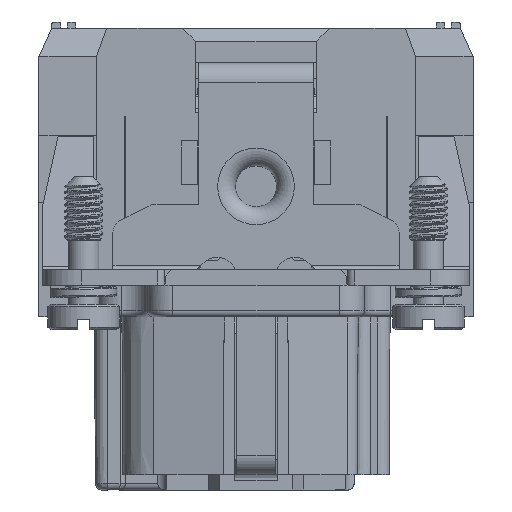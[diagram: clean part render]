
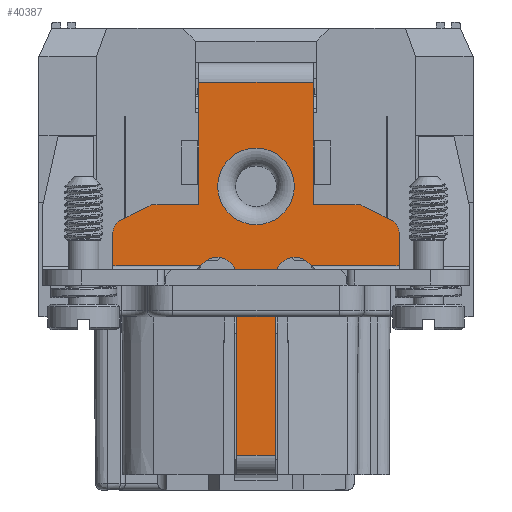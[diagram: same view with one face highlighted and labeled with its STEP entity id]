
A CAD part, front view. The second image highlights one B-rep face of the part: STEP entity #40387.
In plain terms, the highlighted planar face has unit normal (0, -1, 0).
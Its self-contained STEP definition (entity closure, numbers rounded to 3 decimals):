
#22498=PLANE('',#90905);
#25173=LINE('',#128576,#32264);
#25174=LINE('',#128581,#32265);
#25175=LINE('',#128583,#32266);
#25176=LINE('',#128587,#32267);
#25177=LINE('',#128591,#32268);
#25178=LINE('',#128593,#32269);
#25179=LINE('',#128595,#32270);
#25180=LINE('',#128597,#32271);
#25181=LINE('',#128599,#32272);
#25182=LINE('',#128601,#32273);
#25183=LINE('',#128603,#32274);
#25184=LINE('',#128605,#32275);
#25185=LINE('',#128607,#32276);
#25186=LINE('',#128611,#32277);
#25187=LINE('',#128615,#32278);
#25188=LINE('',#128617,#32279);
#25189=LINE('',#128621,#32280);
#25190=LINE('',#128623,#32281);
#32264=VECTOR('',#97562,1.);
#32265=VECTOR('',#97565,1.);
#32266=VECTOR('',#97566,1.);
#32267=VECTOR('',#97569,1.);
#32268=VECTOR('',#97572,1.);
#32269=VECTOR('',#97573,1.);
#32270=VECTOR('',#97574,1.);
#32271=VECTOR('',#97575,1.);
#32272=VECTOR('',#97576,1.);
#32273=VECTOR('',#97577,1.);
#32274=VECTOR('',#97578,1.);
#32275=VECTOR('',#97579,1.);
#32276=VECTOR('',#97580,1.);
#32277=VECTOR('',#97583,1.);
#32278=VECTOR('',#97586,1.);
#32279=VECTOR('',#97587,1.);
#32280=VECTOR('',#97590,1.);
#32281=VECTOR('',#97591,1.);
#39688=FACE_BOUND('',#47554,.T.);
#39689=FACE_BOUND('',#47555,.T.);
#40387=ADVANCED_FACE('',(#39688,#39689),#22498,.F.);
#47554=EDGE_LOOP('',(#54700,#54701,#54702,#54703,#54704,#54705,#54706,#54707,
#54708,#54709,#54710,#54711,#54712,#54713,#54714,#54715,#54716,#54717,#54718,
#54719,#54720,#54721,#54722,#54723));
#47555=EDGE_LOOP('',(#54724));
#51160=CIRCLE('',#90898,1.55);
#51161=CIRCLE('',#90899,1.);
#51162=CIRCLE('',#90900,1.);
#51163=CIRCLE('',#90901,1.);
#51164=CIRCLE('',#90902,1.);
#51165=CIRCLE('',#90903,1.55);
#51166=CIRCLE('',#90904,3.);
#54700=ORIENTED_EDGE('',*,*,#80443,.F.);
#54701=ORIENTED_EDGE('',*,*,#80444,.F.);
#54702=ORIENTED_EDGE('',*,*,#80445,.F.);
#54703=ORIENTED_EDGE('',*,*,#80446,.F.);
#54704=ORIENTED_EDGE('',*,*,#80447,.F.);
#54705=ORIENTED_EDGE('',*,*,#80448,.F.);
#54706=ORIENTED_EDGE('',*,*,#80449,.F.);
#54707=ORIENTED_EDGE('',*,*,#80450,.F.);
#54708=ORIENTED_EDGE('',*,*,#80451,.F.);
#54709=ORIENTED_EDGE('',*,*,#80452,.T.);
#54710=ORIENTED_EDGE('',*,*,#80453,.F.);
#54711=ORIENTED_EDGE('',*,*,#80454,.T.);
#54712=ORIENTED_EDGE('',*,*,#80455,.F.);
#54713=ORIENTED_EDGE('',*,*,#80456,.F.);
#54714=ORIENTED_EDGE('',*,*,#80457,.F.);
#54715=ORIENTED_EDGE('',*,*,#80458,.F.);
#54716=ORIENTED_EDGE('',*,*,#80459,.F.);
#54717=ORIENTED_EDGE('',*,*,#80460,.F.);
#54718=ORIENTED_EDGE('',*,*,#80461,.F.);
#54719=ORIENTED_EDGE('',*,*,#80462,.F.);
#54720=ORIENTED_EDGE('',*,*,#80463,.F.);
#54721=ORIENTED_EDGE('',*,*,#80464,.F.);
#54722=ORIENTED_EDGE('',*,*,#80465,.F.);
#54723=ORIENTED_EDGE('',*,*,#80466,.F.);
#54724=ORIENTED_EDGE('',*,*,#80467,.F.);
#73616=VERTEX_POINT('',#128577);
#73617=VERTEX_POINT('',#128578);
#73618=VERTEX_POINT('',#128580);
#73619=VERTEX_POINT('',#128582);
#73620=VERTEX_POINT('',#128584);
#73621=VERTEX_POINT('',#128586);
#73622=VERTEX_POINT('',#128588);
#73623=VERTEX_POINT('',#128590);
#73624=VERTEX_POINT('',#128592);
#73625=VERTEX_POINT('',#128594);
#73626=VERTEX_POINT('',#128596);
#73627=VERTEX_POINT('',#128598);
#73628=VERTEX_POINT('',#128600);
#73629=VERTEX_POINT('',#128602);
#73630=VERTEX_POINT('',#128604);
#73631=VERTEX_POINT('',#128606);
#73632=VERTEX_POINT('',#128608);
#73633=VERTEX_POINT('',#128610);
#73634=VERTEX_POINT('',#128612);
#73635=VERTEX_POINT('',#128614);
#73636=VERTEX_POINT('',#128616);
#73637=VERTEX_POINT('',#128618);
#73638=VERTEX_POINT('',#128620);
#73639=VERTEX_POINT('',#128622);
#73640=VERTEX_POINT('',#128625);
#80443=EDGE_CURVE('',#73616,#73617,#25173,.T.);
#80444=EDGE_CURVE('',#73618,#73616,#51160,.T.);
#80445=EDGE_CURVE('',#73619,#73618,#25174,.T.);
#80446=EDGE_CURVE('',#73620,#73619,#25175,.T.);
#80447=EDGE_CURVE('',#73621,#73620,#51161,.T.);
#80448=EDGE_CURVE('',#73622,#73621,#25176,.T.);
#80449=EDGE_CURVE('',#73623,#73622,#51162,.T.);
#80450=EDGE_CURVE('',#73624,#73623,#25177,.T.);
#80451=EDGE_CURVE('',#73625,#73624,#25178,.T.);
#80452=EDGE_CURVE('',#73625,#73626,#25179,.T.);
#80453=EDGE_CURVE('',#73627,#73626,#25180,.T.);
#80454=EDGE_CURVE('',#73627,#73628,#25181,.T.);
#80455=EDGE_CURVE('',#73629,#73628,#25182,.T.);
#80456=EDGE_CURVE('',#73630,#73629,#25183,.T.);
#80457=EDGE_CURVE('',#73631,#73630,#25184,.T.);
#80458=EDGE_CURVE('',#73632,#73631,#25185,.T.);
#80459=EDGE_CURVE('',#73633,#73632,#51163,.T.);
#80460=EDGE_CURVE('',#73634,#73633,#25186,.T.);
#80461=EDGE_CURVE('',#73635,#73634,#51164,.T.);
#80462=EDGE_CURVE('',#73636,#73635,#25187,.T.);
#80463=EDGE_CURVE('',#73637,#73636,#25188,.T.);
#80464=EDGE_CURVE('',#73638,#73637,#51165,.T.);
#80465=EDGE_CURVE('',#73639,#73638,#25189,.T.);
#80466=EDGE_CURVE('',#73617,#73639,#25190,.T.);
#80467=EDGE_CURVE('',#73640,#73640,#51166,.T.);
#90898=AXIS2_PLACEMENT_3D('',#128579,#97563,#97564);
#90899=AXIS2_PLACEMENT_3D('',#128585,#97567,#97568);
#90900=AXIS2_PLACEMENT_3D('',#128589,#97570,#97571);
#90901=AXIS2_PLACEMENT_3D('',#128609,#97581,#97582);
#90902=AXIS2_PLACEMENT_3D('',#128613,#97584,#97585);
#90903=AXIS2_PLACEMENT_3D('',#128619,#97588,#97589);
#90904=AXIS2_PLACEMENT_3D('',#128624,#97592,#97593);
#90905=AXIS2_PLACEMENT_3D('',#128626,#97594,#97595);
#97562=DIRECTION('',(0.,0.,-1.));
#97563=DIRECTION('',(0.,-1.,0.));
#97564=DIRECTION('',(0.824,0.,0.567));
#97565=DIRECTION('',(-1.,0.,0.));
#97566=DIRECTION('',(0.,0.,-1.));
#97567=DIRECTION('',(0.,1.,0.));
#97568=DIRECTION('',(0.456,0.,0.89));
#97569=DIRECTION('',(0.89,0.,-0.456));
#97570=DIRECTION('',(0.,1.,0.));
#97571=DIRECTION('',(0.,0.,1.));
#97572=DIRECTION('',(1.,0.,0.));
#97573=DIRECTION('',(0.,0.,-1.));
#97574=DIRECTION('',(0.,0.,1.));
#97575=DIRECTION('',(0.,0.,-1.));
#97576=DIRECTION('',(-1.,0.,0.));
#97577=DIRECTION('',(0.,0.,1.));
#97578=DIRECTION('',(0.,0.,1.));
#97579=DIRECTION('',(0.,0.,1.));
#97580=DIRECTION('',(1.,0.,0.));
#97581=DIRECTION('',(0.,1.,0.));
#97582=DIRECTION('',(-0.456,0.,0.89));
#97583=DIRECTION('',(0.89,0.,0.456));
#97584=DIRECTION('',(0.,1.,0.));
#97585=DIRECTION('',(-1.,0.,0.));
#97586=DIRECTION('',(0.,0.,1.));
#97587=DIRECTION('',(-1.,0.,0.));
#97588=DIRECTION('',(0.,-1.,0.));
#97589=DIRECTION('',(1.,0.,0.));
#97590=DIRECTION('',(0.,0.,1.));
#97591=DIRECTION('',(-1.,0.,0.));
#97592=DIRECTION('',(0.,-1.,0.));
#97593=DIRECTION('',(1.,0.,0.));
#97594=DIRECTION('',(0.,1.,0.));
#97595=DIRECTION('',(-1.,0.,0.));
#128576=CARTESIAN_POINT('',(1.5,-16.3,51.048));
#128577=CARTESIAN_POINT('',(1.5,-16.3,65.121));
#128578=CARTESIAN_POINT('',(1.5,-16.3,51.173));
#128579=CARTESIAN_POINT('',(3.05,-16.3,65.121));
#128580=CARTESIAN_POINT('',(4.327,-16.3,66.));
#128581=CARTESIAN_POINT('',(11.2,-16.3,66.));
#128582=CARTESIAN_POINT('',(11.2,-16.3,66.));
#128583=CARTESIAN_POINT('',(11.2,-16.3,68.651));
#128584=CARTESIAN_POINT('',(11.2,-16.3,68.651));
#128585=CARTESIAN_POINT('',(10.2,-16.3,68.651));
#128586=CARTESIAN_POINT('',(10.656,-16.3,69.541));
#128587=CARTESIAN_POINT('',(8.446,-16.3,70.675));
#128588=CARTESIAN_POINT('',(8.446,-16.3,70.675));
#128589=CARTESIAN_POINT('',(7.99,-16.3,69.785));
#128590=CARTESIAN_POINT('',(7.99,-16.3,70.785));
#128591=CARTESIAN_POINT('',(-6.245,-16.3,70.785));
#128592=CARTESIAN_POINT('',(4.5,-16.3,70.785));
#128593=CARTESIAN_POINT('',(4.5,-16.3,81.3));
#128594=CARTESIAN_POINT('',(4.5,-16.3,72.385));
#128595=CARTESIAN_POINT('',(4.5,-16.3,72.385));
#128596=CARTESIAN_POINT('',(4.5,-16.3,75.785));
#128597=CARTESIAN_POINT('',(4.5,-16.3,81.3));
#128598=CARTESIAN_POINT('',(4.5,-16.3,80.4));
#128599=CARTESIAN_POINT('',(4.5,-16.3,80.4));
#128600=CARTESIAN_POINT('',(-4.5,-16.3,80.4));
#128601=CARTESIAN_POINT('',(-4.5,-16.3,71.585));
#128602=CARTESIAN_POINT('',(-4.5,-16.3,75.785));
#128603=CARTESIAN_POINT('',(-4.5,-16.3,72.385));
#128604=CARTESIAN_POINT('',(-4.5,-16.3,72.385));
#128605=CARTESIAN_POINT('',(-4.5,-16.3,70.785));
#128606=CARTESIAN_POINT('',(-4.5,-16.3,70.785));
#128607=CARTESIAN_POINT('',(-7.99,-16.3,70.785));
#128608=CARTESIAN_POINT('',(-7.99,-16.3,70.785));
#128609=CARTESIAN_POINT('',(-7.99,-16.3,69.785));
#128610=CARTESIAN_POINT('',(-8.446,-16.3,70.675));
#128611=CARTESIAN_POINT('',(-10.656,-16.3,69.541));
#128612=CARTESIAN_POINT('',(-10.656,-16.3,69.541));
#128613=CARTESIAN_POINT('',(-10.2,-16.3,68.651));
#128614=CARTESIAN_POINT('',(-11.2,-16.3,68.651));
#128615=CARTESIAN_POINT('',(-11.2,-16.3,66.));
#128616=CARTESIAN_POINT('',(-11.2,-16.3,66.));
#128617=CARTESIAN_POINT('',(-4.327,-16.3,66.));
#128618=CARTESIAN_POINT('',(-4.327,-16.3,66.));
#128619=CARTESIAN_POINT('',(-3.05,-16.3,65.121));
#128620=CARTESIAN_POINT('',(-1.5,-16.3,65.121));
#128621=CARTESIAN_POINT('',(-1.5,-16.3,51.048));
#128622=CARTESIAN_POINT('',(-1.5,-16.3,51.173));
#128623=CARTESIAN_POINT('',(1.5,-16.3,51.173));
#128624=CARTESIAN_POINT('',(0.,-16.3,72.229));
#128625=CARTESIAN_POINT('',(3.,-16.3,72.229));
#128626=CARTESIAN_POINT('',(0.,-16.3,59.529));
